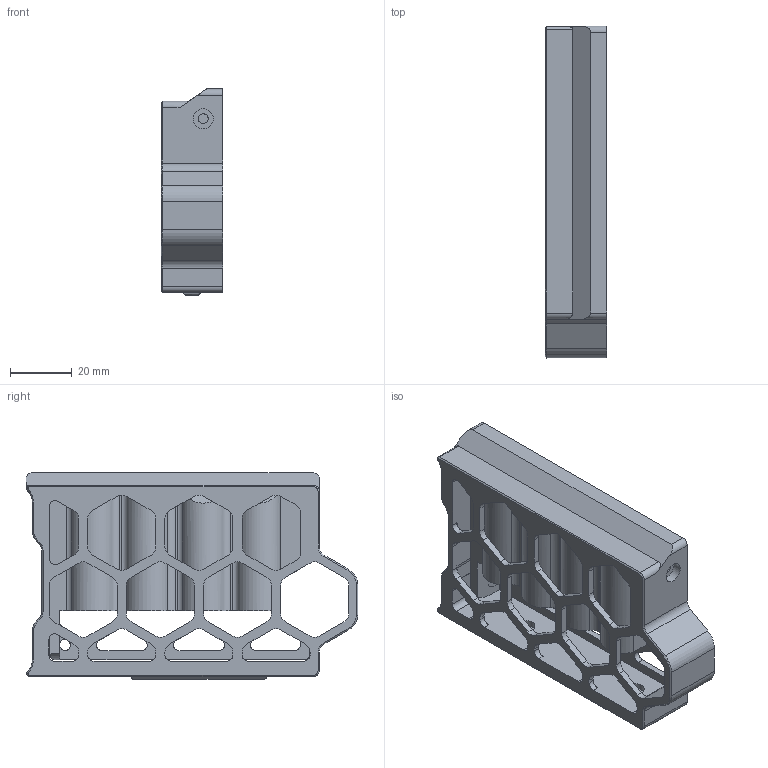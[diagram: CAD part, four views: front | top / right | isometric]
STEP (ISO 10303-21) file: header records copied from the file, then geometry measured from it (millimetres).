
FILE_DESCRIPTION(/* description */ (''),/* implementation_level */ '2;1');
FILE_NAME(/* name */ 'Revo_Nozzle_Skirt.step',/* time_stamp */ '2022-05-26T20:02:41-04:00',/* author */ (''),/* organization */ (''),/* preprocessor_version */ 'ST-DEVELOPER v18.1',/* originating_system */ 'Autodesk Translation Framework v10.14.0.1471',/* authorisation */ '');
FILE_SCHEMA (('AUTOMOTIVE_DESIGN { 1 0 10303 214 3 1 1 }'));
Length unit declared in the file: millimetre
Products named in the file (1): 300 (4)
Bounding box: 20 x 107.5 x 66.8 mm (x, y, z)
Volume: 65205 mm3; surface area: 33749.6 mm2
Topology: 2 solids, 2 shells, 465 faces, 1315 edges, 864 vertices
Faces by surface type: plane 231, cylinder 168, bspline 48, cone 18
Full cylindrical faces by diameter (mm): 3.2 x2, 3.5 x2, 4.6 x2, 6 x2, 6.2 x2, 6.5 x6
Entity records: 15809 total; most frequent: CARTESIAN_POINT 3668, ORIENTED_EDGE 2630, DIRECTION 2378, EDGE_CURVE 1315, VERTEX_POINT 864, LINE 848, VECTOR 848, AXIS2_PLACEMENT_3D 765
